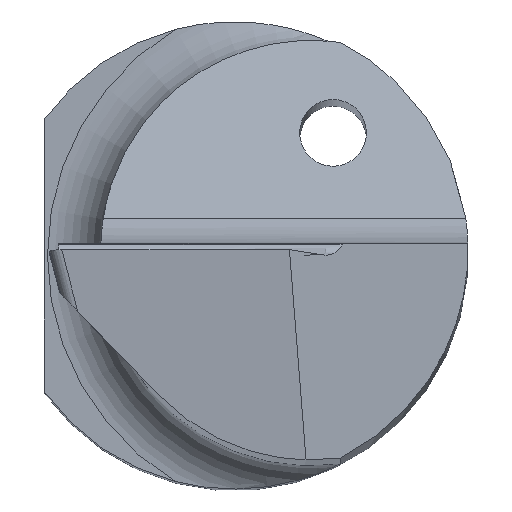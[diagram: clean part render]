
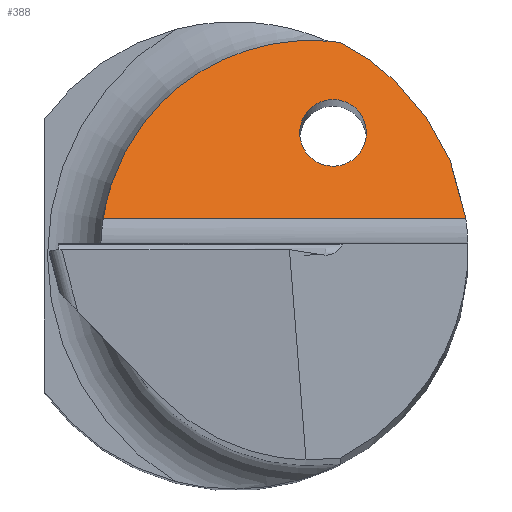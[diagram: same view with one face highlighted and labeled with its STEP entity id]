
A CAD part, top view. The second image highlights one B-rep face of the part: STEP entity #388.
In plain terms, the highlighted planar face has unit normal (0, 0.766, 0.643).
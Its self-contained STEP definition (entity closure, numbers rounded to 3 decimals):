
#4 =( BOUNDED_CURVE ( )  B_SPLINE_CURVE ( 3, ( #167, #423, #680, #294 ),
 .UNSPECIFIED., .F., .T. ) 
 B_SPLINE_CURVE_WITH_KNOTS ( ( 4, 4 ),
 ( 6.144, 7.703 ),
 .UNSPECIFIED. ) 
 CURVE ( )  GEOMETRIC_REPRESENTATION_ITEM ( )  RATIONAL_B_SPLINE_CURVE ( ( 1., 0.808, 0.808, 1. ) ) 
 REPRESENTATION_ITEM ( '' )  );
#20 = CARTESIAN_POINT ( 'NONE',  ( 3.468, 0.474, 59.196 ) ) ;
#74 = CARTESIAN_POINT ( 'NONE',  ( 3.468, 0.474, 59.196 ) ) ;
#116 = AXIS2_PLACEMENT_3D ( 'NONE', #672, #281, #164 ) ;
#121 = VERTEX_POINT ( 'NONE', #527 ) ;
#127 = ORIENTED_EDGE ( 'NONE', *, *, #213, .F. ) ;
#134 = VERTEX_POINT ( 'NONE', #559 ) ;
#158 = EDGE_CURVE ( 'NONE', #614, #121, #708, .T. ) ;
#164 = DIRECTION ( 'NONE',  ( 0., 0.643, -0.766 ) ) ;
#167 = CARTESIAN_POINT ( 'NONE',  ( 1.587, 3.12, 56.043 ) ) ;
#195 = CARTESIAN_POINT ( 'NONE',  ( 3.309, 1.634, 57.813 ) ) ;
#198 = CARTESIAN_POINT ( 'NONE',  ( 2.631, 2.589, 56.676 ) ) ;
#199 = LINE ( 'NONE', #530, #692 ) ;
#212 = CARTESIAN_POINT ( 'NONE',  ( 0.478, 1.262, 58.257 ) ) ;
#213 = EDGE_CURVE ( 'NONE', #614, #608, #199, .T. ) ;
#219 = EDGE_LOOP ( 'NONE', ( #347 ) ) ;
#281 = DIRECTION ( 'NONE',  ( 0., -0.766, -0.643 ) ) ;
#287 = CARTESIAN_POINT ( 'NONE',  ( 2.478, 1.262, 58.257 ) ) ;
#294 = CARTESIAN_POINT ( 'NONE',  ( -1.964, 0.474, 59.196 ) ) ;
#321 = CARTESIAN_POINT ( 'NONE',  ( 1.587, 3.12, 56.043 ) ) ;
#347 = ORIENTED_EDGE ( 'NONE', *, *, #433, .T. ) ;
#352 = FACE_BOUND ( 'NONE', #219, .T. ) ;
#358 = CARTESIAN_POINT ( 'NONE',  ( 0.478, 2.262, 57.065 ) ) ;
#388 = ADVANCED_FACE ( 'NONE', ( #352, #421 ), #611, .F. ) ;
#415 = CARTESIAN_POINT ( 'NONE',  ( 1.478, 2.262, 57.065 ) ) ;
#421 = FACE_OUTER_BOUND ( 'NONE', #498, .T. ) ;
#423 = CARTESIAN_POINT ( 'NONE',  ( -0.223, 3.373, 55.741 ) ) ;
#433 = EDGE_CURVE ( 'NONE', #134, #134, #449, .T. ) ;
#449 =( BOUNDED_CURVE ( )  B_SPLINE_CURVE ( 3, ( #415, #738, #287, #534, #212, #358, #616 ),
 .UNSPECIFIED., .T., .T. ) 
 B_SPLINE_CURVE_WITH_KNOTS ( ( 4, 3, 4 ),
 ( 0., 3.142, 6.283 ),
 .UNSPECIFIED. ) 
 CURVE ( )  GEOMETRIC_REPRESENTATION_ITEM ( )  RATIONAL_B_SPLINE_CURVE ( ( 1., 0.333, 0.333, 1., 0.333, 0.333, 1. ) ) 
 REPRESENTATION_ITEM ( '' )  );
#498 = EDGE_LOOP ( 'NONE', ( #127, #610, #579 ) ) ;
#527 = CARTESIAN_POINT ( 'NONE',  ( 1.587, 3.12, 56.043 ) ) ;
#530 = CARTESIAN_POINT ( 'NONE',  ( 3.5, 0.474, 59.196 ) ) ;
#534 = CARTESIAN_POINT ( 'NONE',  ( 1.478, 1.262, 58.257 ) ) ;
#559 = CARTESIAN_POINT ( 'NONE',  ( 1.478, 2.262, 57.065 ) ) ;
#579 = ORIENTED_EDGE ( 'NONE', *, *, #823, .T. ) ;
#585 = CARTESIAN_POINT ( 'NONE',  ( -1.964, 0.474, 59.196 ) ) ;
#608 = VERTEX_POINT ( 'NONE', #585 ) ;
#610 = ORIENTED_EDGE ( 'NONE', *, *, #158, .T. ) ;
#611 = PLANE ( 'NONE',  #116 ) ;
#614 = VERTEX_POINT ( 'NONE', #20 ) ;
#616 = CARTESIAN_POINT ( 'NONE',  ( 1.478, 2.262, 57.065 ) ) ;
#672 = CARTESIAN_POINT ( 'NONE',  ( 3.5, 0.474, 59.196 ) ) ;
#680 = CARTESIAN_POINT ( 'NONE',  ( -1.689, 2.281, 57.042 ) ) ;
#692 = VECTOR ( 'NONE', #784, 1000. ) ;
#708 =( BOUNDED_CURVE ( )  B_SPLINE_CURVE ( 3, ( #74, #195, #198, #321 ),
 .UNSPECIFIED., .F., .T. ) 
 B_SPLINE_CURVE_WITH_KNOTS ( ( 4, 4 ),
 ( 4.848, 5.813 ),
 .UNSPECIFIED. ) 
 CURVE ( )  GEOMETRIC_REPRESENTATION_ITEM ( )  RATIONAL_B_SPLINE_CURVE ( ( 1., 0.924, 0.924, 1. ) ) 
 REPRESENTATION_ITEM ( '' )  );
#738 = CARTESIAN_POINT ( 'NONE',  ( 2.478, 2.262, 57.065 ) ) ;
#784 = DIRECTION ( 'NONE',  ( -1., 0., 0. ) ) ;
#823 = EDGE_CURVE ( 'NONE', #121, #608, #4, .T. ) ;
